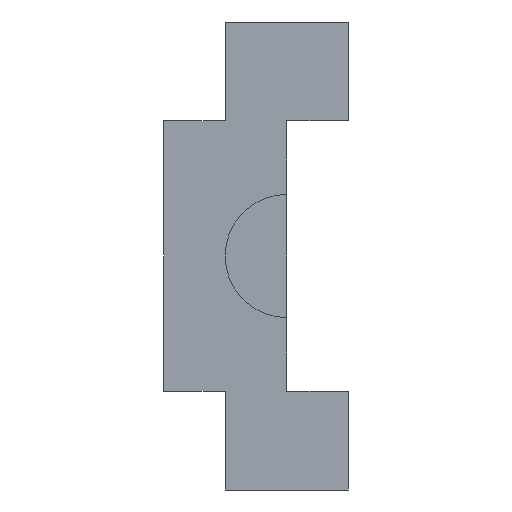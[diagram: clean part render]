
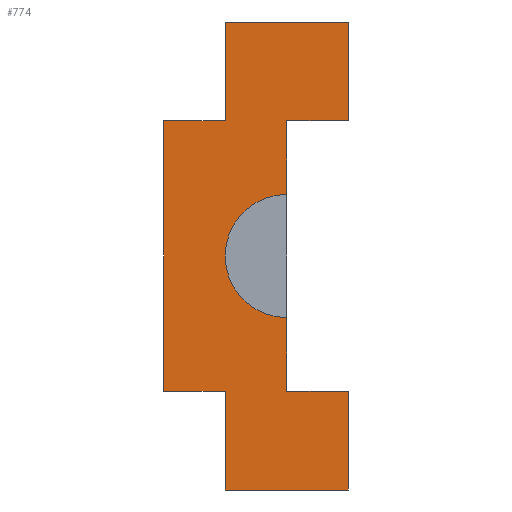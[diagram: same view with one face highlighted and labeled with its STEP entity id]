
A CAD part, left-side view. The second image highlights one B-rep face of the part: STEP entity #774.
In plain terms, the highlighted planar face has unit normal (-1, 0, 0).
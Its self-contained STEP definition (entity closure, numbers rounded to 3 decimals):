
#43=CIRCLE('',#828,5.);
#88=FACE_OUTER_BOUND('',#135,.T.);
#135=EDGE_LOOP('',(#693,#694,#695,#696,#697,#698,#699,#700,#701,#702,#703,
#704,#705,#706));
#143=LINE('',#1078,#233);
#145=LINE('',#1086,#235);
#165=LINE('',#1131,#255);
#167=LINE('',#1135,#257);
#172=LINE('',#1144,#262);
#190=LINE('',#1181,#280);
#194=LINE('',#1185,#284);
#204=LINE('',#1206,#294);
#212=LINE('',#1241,#302);
#214=LINE('',#1248,#304);
#216=LINE('',#1254,#306);
#219=LINE('',#1259,#309);
#225=LINE('',#1273,#315);
#233=VECTOR('',#869,10.);
#235=VECTOR('',#875,10.);
#255=VECTOR('',#911,10.);
#257=VECTOR('',#915,10.);
#262=VECTOR('',#922,10.);
#280=VECTOR('',#942,10.);
#284=VECTOR('',#946,10.);
#294=VECTOR('',#960,10.);
#302=VECTOR('',#1014,10.);
#304=VECTOR('',#1020,10.);
#306=VECTOR('',#1026,10.);
#309=VECTOR('',#1033,10.);
#315=VECTOR('',#1055,10.);
#322=VERTEX_POINT('',#1072);
#324=VERTEX_POINT('',#1076);
#326=VERTEX_POINT('',#1082);
#328=VERTEX_POINT('',#1085);
#345=VERTEX_POINT('',#1130);
#346=VERTEX_POINT('',#1134);
#349=VERTEX_POINT('',#1142);
#351=VERTEX_POINT('',#1147);
#367=VERTEX_POINT('',#1179);
#375=VERTEX_POINT('',#1203);
#376=VERTEX_POINT('',#1205);
#382=VERTEX_POINT('',#1245);
#383=VERTEX_POINT('',#1247);
#385=VERTEX_POINT('',#1253);
#394=EDGE_CURVE('',#322,#324,#143,.T.);
#397=EDGE_CURVE('',#328,#326,#145,.T.);
#419=EDGE_CURVE('',#345,#322,#165,.T.);
#421=EDGE_CURVE('',#328,#346,#167,.T.);
#426=EDGE_CURVE('',#326,#349,#172,.T.);
#444=EDGE_CURVE('',#349,#367,#190,.T.);
#448=EDGE_CURVE('',#351,#345,#194,.T.);
#458=EDGE_CURVE('',#375,#376,#204,.T.);
#467=EDGE_CURVE('',#367,#351,#43,.T.);
#477=EDGE_CURVE('',#346,#375,#212,.T.);
#480=EDGE_CURVE('',#382,#383,#214,.T.);
#483=EDGE_CURVE('',#376,#385,#216,.T.);
#486=EDGE_CURVE('',#324,#383,#219,.T.);
#492=EDGE_CURVE('',#382,#385,#225,.T.);
#693=ORIENTED_EDGE('',*,*,#394,.T.);
#694=ORIENTED_EDGE('',*,*,#486,.T.);
#695=ORIENTED_EDGE('',*,*,#480,.F.);
#696=ORIENTED_EDGE('',*,*,#492,.T.);
#697=ORIENTED_EDGE('',*,*,#483,.F.);
#698=ORIENTED_EDGE('',*,*,#458,.F.);
#699=ORIENTED_EDGE('',*,*,#477,.F.);
#700=ORIENTED_EDGE('',*,*,#421,.F.);
#701=ORIENTED_EDGE('',*,*,#397,.T.);
#702=ORIENTED_EDGE('',*,*,#426,.T.);
#703=ORIENTED_EDGE('',*,*,#444,.T.);
#704=ORIENTED_EDGE('',*,*,#467,.T.);
#705=ORIENTED_EDGE('',*,*,#448,.T.);
#706=ORIENTED_EDGE('',*,*,#419,.T.);
#735=PLANE('',#853);
#774=ADVANCED_FACE('',(#88),#735,.T.);
#828=AXIS2_PLACEMENT_3D('',#1221,#987,#988);
#853=AXIS2_PLACEMENT_3D('',#1274,#1056,#1057);
#869=DIRECTION('',(0.,0.,1.));
#875=DIRECTION('',(0.,0.,1.));
#911=DIRECTION('',(0.,-1.,0.));
#915=DIRECTION('',(0.,1.,0.));
#922=DIRECTION('',(0.,1.,0.));
#942=DIRECTION('',(0.,0.,1.));
#946=DIRECTION('',(0.,0.,1.));
#960=DIRECTION('',(0.,1.,0.));
#987=DIRECTION('center_axis',(1.,0.,0.));
#988=DIRECTION('ref_axis',(0.,0.,-1.));
#1014=DIRECTION('',(0.,0.,1.));
#1020=DIRECTION('',(0.,0.,1.));
#1026=DIRECTION('',(0.,0.,1.));
#1033=DIRECTION('',(0.,1.,0.));
#1055=DIRECTION('',(0.,1.,0.));
#1056=DIRECTION('center_axis',(-1.,0.,0.));
#1057=DIRECTION('ref_axis',(0.,0.,1.));
#1072=CARTESIAN_POINT('',(-44.,5.,11.));
#1076=CARTESIAN_POINT('',(-44.,5.,19.));
#1078=CARTESIAN_POINT('',(-44.,5.,-5.5));
#1082=CARTESIAN_POINT('',(-44.,5.,-11.));
#1085=CARTESIAN_POINT('',(-44.,5.,-19.));
#1086=CARTESIAN_POINT('',(-44.,5.,-5.5));
#1130=CARTESIAN_POINT('',(-44.,10.,11.));
#1131=CARTESIAN_POINT('',(-44.,0.,11.));
#1134=CARTESIAN_POINT('',(-44.,15.,-19.));
#1135=CARTESIAN_POINT('',(-44.,0.,-19.));
#1142=CARTESIAN_POINT('',(-44.,10.,-11.));
#1144=CARTESIAN_POINT('',(-44.,0.,-11.));
#1147=CARTESIAN_POINT('',(-44.,10.,5.));
#1179=CARTESIAN_POINT('',(-44.,10.,-5.));
#1181=CARTESIAN_POINT('',(-44.,10.,-5.5));
#1185=CARTESIAN_POINT('',(-44.,10.,-5.5));
#1203=CARTESIAN_POINT('',(-44.,15.,-11.));
#1205=CARTESIAN_POINT('',(-44.,20.,-11.));
#1206=CARTESIAN_POINT('',(-44.,0.,-11.));
#1221=CARTESIAN_POINT('Origin',(-44.,10.,0.));
#1241=CARTESIAN_POINT('',(-44.,15.,-19.));
#1245=CARTESIAN_POINT('',(-44.,15.,11.));
#1247=CARTESIAN_POINT('',(-44.,15.,19.));
#1248=CARTESIAN_POINT('',(-44.,15.,11.));
#1253=CARTESIAN_POINT('',(-44.,20.,11.));
#1254=CARTESIAN_POINT('',(-44.,20.,-11.));
#1259=CARTESIAN_POINT('',(-44.,0.,19.));
#1273=CARTESIAN_POINT('',(-44.,0.,11.));
#1274=CARTESIAN_POINT('Origin',(-44.,0.,-11.));
